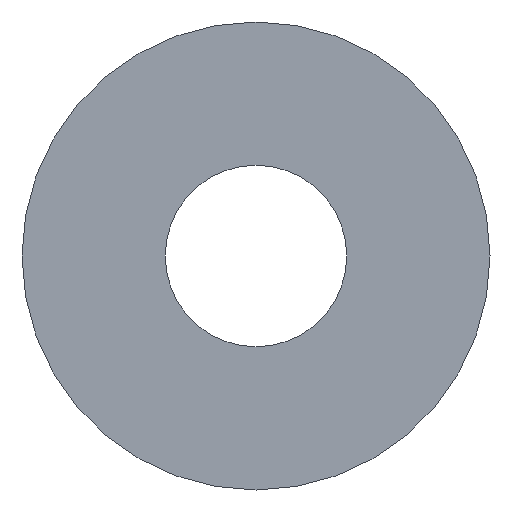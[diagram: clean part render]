
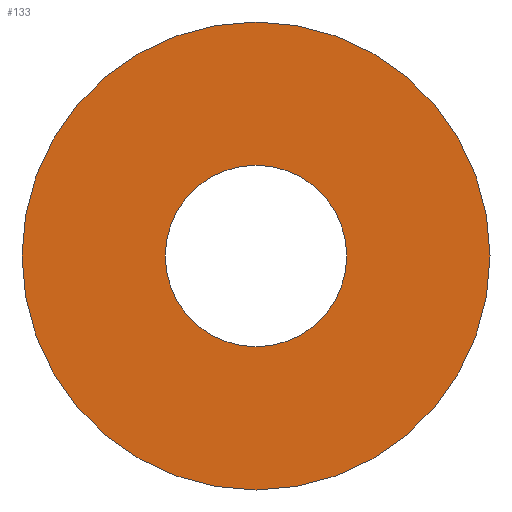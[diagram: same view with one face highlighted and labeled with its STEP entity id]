
A CAD part, front view. The second image highlights one B-rep face of the part: STEP entity #133.
In plain terms, the highlighted planar face has unit normal (0, -1, 0).
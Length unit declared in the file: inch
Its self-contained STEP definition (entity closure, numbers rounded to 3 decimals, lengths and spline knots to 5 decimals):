
#45 = EDGE_CURVE ( 'NONE', #52, #112, #127, .T. ) ;
#52 = VERTEX_POINT ( 'NONE', #73 ) ;
#55 = VERTEX_POINT ( 'NONE', #72 ) ;
#58 = DIRECTION ( 'NONE',  ( 0., 1., 0. ) ) ;
#59 = CARTESIAN_POINT ( 'NONE',  ( 0., -0.125, 0. ) ) ;
#60 = AXIS2_PLACEMENT_3D ( 'NONE', #59, #58, #144 ) ;
#61 = CIRCLE ( 'NONE', #60, 0.25 ) ;
#63 = DIRECTION ( 'NONE',  ( 0., 0., 1. ) ) ;
#64 = DIRECTION ( 'NONE',  ( 0., 1., 0. ) ) ;
#65 = CARTESIAN_POINT ( 'NONE',  ( 0., -0.125, 0. ) ) ;
#66 = AXIS2_PLACEMENT_3D ( 'NONE', #65, #64, #63 ) ;
#67 = CIRCLE ( 'NONE', #66, 0.097 ) ;
#72 = CARTESIAN_POINT ( 'NONE',  ( 0., -0.125, -0.25 ) ) ;
#73 = CARTESIAN_POINT ( 'NONE',  ( 0., -0.125, 0.097 ) ) ;
#79 = EDGE_CURVE ( 'NONE', #112, #52, #67, .T. ) ;
#85 = CARTESIAN_POINT ( 'NONE',  ( 0., -0.125, 0. ) ) ;
#93 = EDGE_CURVE ( 'NONE', #103, #55, #61, .T. ) ;
#103 = VERTEX_POINT ( 'NONE', #143 ) ;
#105 = EDGE_LOOP ( 'NONE', ( #117, #118 ) ) ;
#112 = VERTEX_POINT ( 'NONE', #172 ) ;
#117 = ORIENTED_EDGE ( 'NONE', *, *, #79, .T. ) ;
#118 = ORIENTED_EDGE ( 'NONE', *, *, #45, .T. ) ;
#120 = ORIENTED_EDGE ( 'NONE', *, *, #93, .F. ) ;
#124 = DIRECTION ( 'NONE',  ( 0., 0., 1. ) ) ;
#125 = DIRECTION ( 'NONE',  ( 0., 1., 0. ) ) ;
#126 = AXIS2_PLACEMENT_3D ( 'NONE', #85, #125, #124 ) ;
#127 = CIRCLE ( 'NONE', #126, 0.097 ) ;
#132 = EDGE_LOOP ( 'NONE', ( #134, #120 ) ) ;
#133 = ADVANCED_FACE ( 'NONE', ( #158, #194 ), #193, .F. ) ;
#134 = ORIENTED_EDGE ( 'NONE', *, *, #135, .F. ) ;
#135 = EDGE_CURVE ( 'NONE', #55, #103, #167, .T. ) ;
#143 = CARTESIAN_POINT ( 'NONE',  ( 0., -0.125, 0.25 ) ) ;
#144 = DIRECTION ( 'NONE',  ( 0., 0., 1. ) ) ;
#158 = FACE_OUTER_BOUND ( 'NONE', #132, .T. ) ;
#159 = DIRECTION ( 'NONE',  ( 0., 0., 1. ) ) ;
#160 = DIRECTION ( 'NONE',  ( 0., 1., 0. ) ) ;
#163 = CARTESIAN_POINT ( 'NONE',  ( 0., -0.125, 0. ) ) ;
#164 = AXIS2_PLACEMENT_3D ( 'NONE', #163, #160, #159 ) ;
#167 = CIRCLE ( 'NONE', #202, 0.25 ) ;
#172 = CARTESIAN_POINT ( 'NONE',  ( 0., -0.125, -0.097 ) ) ;
#190 = CARTESIAN_POINT ( 'NONE',  ( 0., -0.125, 0. ) ) ;
#193 = PLANE ( 'NONE',  #164 ) ;
#194 = FACE_BOUND ( 'NONE', #105, .T. ) ;
#200 = DIRECTION ( 'NONE',  ( 0., 0., 1. ) ) ;
#201 = DIRECTION ( 'NONE',  ( 0., 1., 0. ) ) ;
#202 = AXIS2_PLACEMENT_3D ( 'NONE', #190, #201, #200 ) ;
